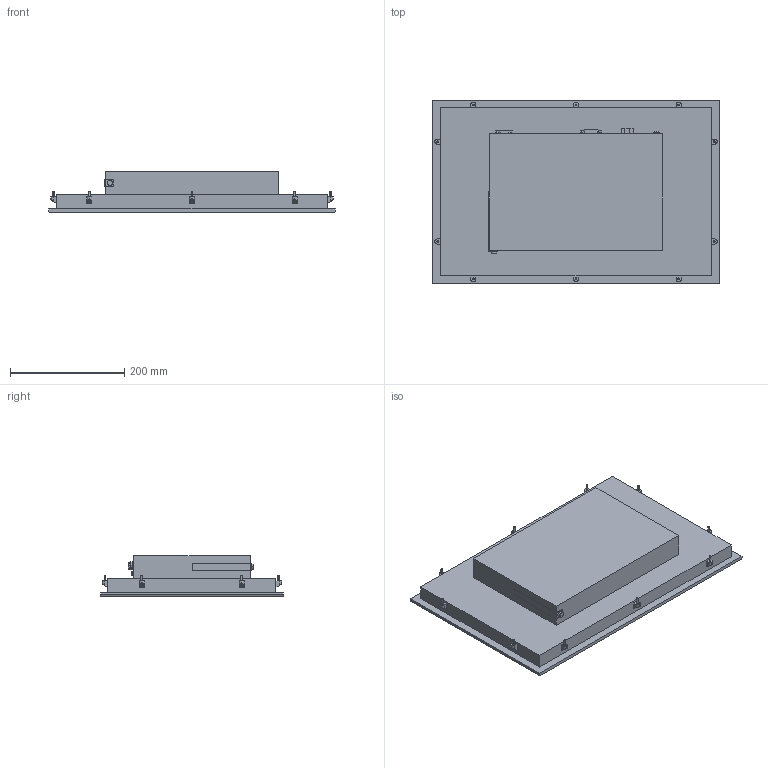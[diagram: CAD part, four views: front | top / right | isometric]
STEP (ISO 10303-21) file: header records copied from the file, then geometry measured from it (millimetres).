
FILE_DESCRIPTION(('CATIA V5 STEP Exchange','CAx-IF Rec.Pracs.--- Model Styling and Organization---1.4--- 2014-01-23'),'2;1');
FILE_NAME ('D1410065_1_2676560000_2676550000.stp','2020-02-26T13:58:31+00:00',('none'),('Weidmueller'),'CATIA Version 5-6 Release 2016 SP3 HF44','CATIA V5 STEP AP214','none');
FILE_SCHEMA(('AUTOMOTIVE_DESIGN { 1 0 10303 214 1 1 1 1 }'));
Length unit declared in the file: millimetre
Products named in the file (1): 2676550000
Bounding box: 503 x 320.5 x 71.6 mm (x, y, z)
Volume: 6992237.9 mm3; surface area: 1346058 mm2
Topology: 47 solids, 47 shells, 901 faces, 2184 edges, 1444 vertices
Faces by surface type: plane 651, cylinder 232, cone 12, extrusion 4, torus 2
Entity records: 27310 total; most frequent: CARTESIAN_POINT 6109, ORIENTED_EDGE 4368, DIRECTION 3477, EDGE_CURVE 2184, VECTOR 1676, LINE 1672, VERTEX_POINT 1444, AXIS2_PLACEMENT_3D 1067
